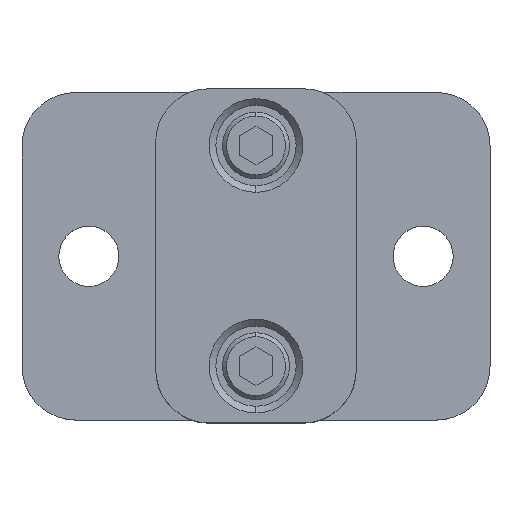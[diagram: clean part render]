
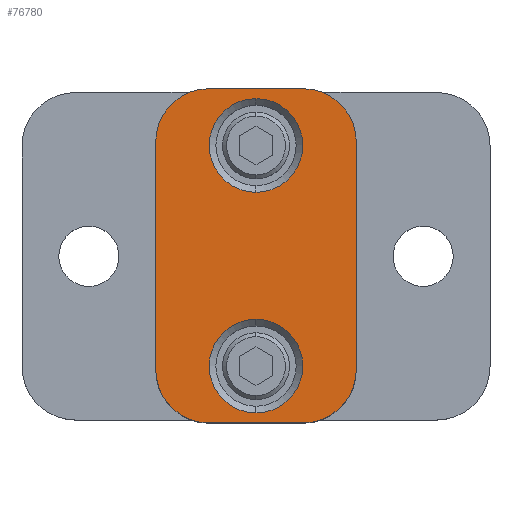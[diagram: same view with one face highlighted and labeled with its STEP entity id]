
A CAD part, top view. The second image highlights one B-rep face of the part: STEP entity #76780.
In plain terms, the highlighted face is planar.
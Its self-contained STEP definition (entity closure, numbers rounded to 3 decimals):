
#12450=CARTESIAN_POINT('',(7.,0.,
0.));
#12460=VERTEX_POINT('',#12450);
#12490=CARTESIAN_POINT('',(0.,0.,
0.));
#12500=DIRECTION('',(0.,1.,0.));
#12510=DIRECTION('',(-1.,0.,0.));
#12520=AXIS2_PLACEMENT_3D('',#12490,#12500,#12510);
#12530=CIRCLE('',#12520,7.);
#12540=CARTESIAN_POINT('',(-7.,0.,0.));
#12550=VERTEX_POINT('',#12540);
#12560=EDGE_CURVE('',#12460,#12550,#12530,.T.);
#12770=CARTESIAN_POINT('',(-40.,0.,0.));
#12780=VERTEX_POINT('',#12770);
#12870=CARTESIAN_POINT('',(-26.,0.,
0.));
#12880=VERTEX_POINT('',#12870);
#12910=CARTESIAN_POINT('',(-33.,0.,0.));
#12920=DIRECTION('',(0.,1.,0.));
#12930=DIRECTION('',(-1.,0.,0.));
#12940=AXIS2_PLACEMENT_3D('',#12910,#12920,#12930);
#12950=CIRCLE('',#12940,7.);
#12960=EDGE_CURVE('',#12880,#12780,#12950,.T.);
#29850=CARTESIAN_POINT('',(0.5,0.,15.));
#29860=VERTEX_POINT('',#29850);
#29890=CARTESIAN_POINT('',(-33.5,0.,15.));
#29900=DIRECTION('',(1.,0.,0.));
#29910=VECTOR('',#29900,1.);
#29920=LINE('',#29890,#29910);
#29930=CARTESIAN_POINT('',(-33.5,0.,15.));
#29940=VERTEX_POINT('',#29930);
#29950=EDGE_CURVE('',#29940,#29860,#29920,.T.);
#31200=CARTESIAN_POINT('',(-41.5,0.,-7.));
#31210=VERTEX_POINT('',#31200);
#31260=CARTESIAN_POINT('',(-33.5,0.,-7.));
#31270=DIRECTION('',(0.,1.,0.));
#31280=DIRECTION('',(1.,0.,0.));
#31290=AXIS2_PLACEMENT_3D('',#31260,#31270,#31280);
#31300=CIRCLE('',#31290,8.);
#31310=CARTESIAN_POINT('',(-33.5,0.,-15.));
#31320=VERTEX_POINT('',#31310);
#31330=EDGE_CURVE('',#31320,#31210,#31300,.T.);
#55740=CARTESIAN_POINT('',(-33.5,0.,7.));
#55750=DIRECTION('',(0.,1.,0.));
#55760=DIRECTION('',(1.,0.,0.));
#55770=AXIS2_PLACEMENT_3D('',#55740,#55750,#55760);
#55780=CIRCLE('',#55770,8.);
#55790=CARTESIAN_POINT('',(-41.5,0.,7.));
#55800=VERTEX_POINT('',#55790);
#55810=EDGE_CURVE('',#55800,#29940,#55780,.T.);
#64600=CARTESIAN_POINT('',(8.5,0.,-7.));
#64610=VERTEX_POINT('',#64600);
#64660=CARTESIAN_POINT('',(8.5,0.,7.));
#64670=DIRECTION('',(0.,0.,-1.));
#64680=VECTOR('',#64670,1.);
#64690=LINE('',#64660,#64680);
#64700=CARTESIAN_POINT('',(8.5,0.,7.));
#64710=VERTEX_POINT('',#64700);
#64720=EDGE_CURVE('',#64710,#64610,#64690,.T.);
#67290=CARTESIAN_POINT('',(0.5,0.,-15.));
#67300=VERTEX_POINT('',#67290);
#67350=CARTESIAN_POINT('',(0.5,0.,-7.));
#67360=DIRECTION('',(0.,1.,0.));
#67370=DIRECTION('',(1.,0.,0.));
#67380=AXIS2_PLACEMENT_3D('',#67350,#67360,#67370);
#67390=CIRCLE('',#67380,8.);
#67400=EDGE_CURVE('',#64610,#67300,#67390,.T.);
#76250=CARTESIAN_POINT('',(0.5,0.,7.));
#76260=DIRECTION('',(0.,1.,0.));
#76270=DIRECTION('',(1.,0.,0.));
#76280=AXIS2_PLACEMENT_3D('',#76250,#76260,#76270);
#76290=CIRCLE('',#76280,8.);
#76300=EDGE_CURVE('',#29860,#64710,#76290,.T.);
#76430=CARTESIAN_POINT('',(-16.5,0.,0.));
#76440=DIRECTION('',(-0.,1.,0.));
#76450=DIRECTION('',(1.,0.,0.));
#76460=AXIS2_PLACEMENT_3D('',#76430,#76440,#76450);
#76470=PLANE('',#76460);
#76480=EDGE_CURVE('',#12780,#12880,#12950,.T.);
#76490=ORIENTED_EDGE('',*,*,#76480,.T.);
#76500=ORIENTED_EDGE('',*,*,#12960,.T.);
#76510=EDGE_LOOP('',(#76500,#76490));
#76520=FACE_BOUND('',#76510,.T.);
#76530=ORIENTED_EDGE('',*,*,#12560,.T.);
#76540=EDGE_CURVE('',#12550,#12460,#12530,.T.);
#76550=ORIENTED_EDGE('',*,*,#76540,.T.);
#76560=EDGE_LOOP('',(#76550,#76530));
#76570=FACE_BOUND('',#76560,.T.);
#76580=ORIENTED_EDGE('',*,*,#76300,.F.);
#76590=ORIENTED_EDGE('',*,*,#64720,.F.);
#76600=ORIENTED_EDGE('',*,*,#67400,.F.);
#76610=CARTESIAN_POINT('',(-33.5,0.,-15.));
#76620=DIRECTION('',(1.,0.,0.));
#76630=VECTOR('',#76620,1.);
#76640=LINE('',#76610,#76630);
#76650=EDGE_CURVE('',#31320,#67300,#76640,.T.);
#76660=ORIENTED_EDGE('',*,*,#76650,.T.);
#76670=ORIENTED_EDGE('',*,*,#31330,.F.);
#76680=CARTESIAN_POINT('',(-41.5,0.,7.));
#76690=DIRECTION('',(0.,0.,-1.));
#76700=VECTOR('',#76690,1.);
#76710=LINE('',#76680,#76700);
#76720=EDGE_CURVE('',#55800,#31210,#76710,.T.);
#76730=ORIENTED_EDGE('',*,*,#76720,.T.);
#76740=ORIENTED_EDGE('',*,*,#55810,.F.);
#76750=ORIENTED_EDGE('',*,*,#29950,.F.);
#76760=EDGE_LOOP('',(#76750,#76740,#76730,#76670,#76660,#76600,#76590,
#76580));
#76770=FACE_OUTER_BOUND('',#76760,.T.);
#76780=ADVANCED_FACE('',(#76520,#76570,#76770),#76470,.F.);
